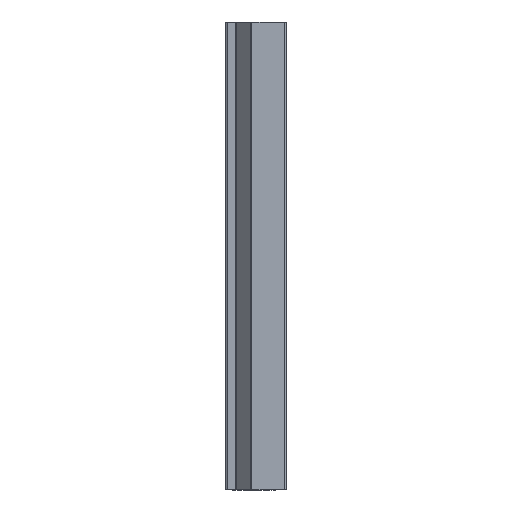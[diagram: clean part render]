
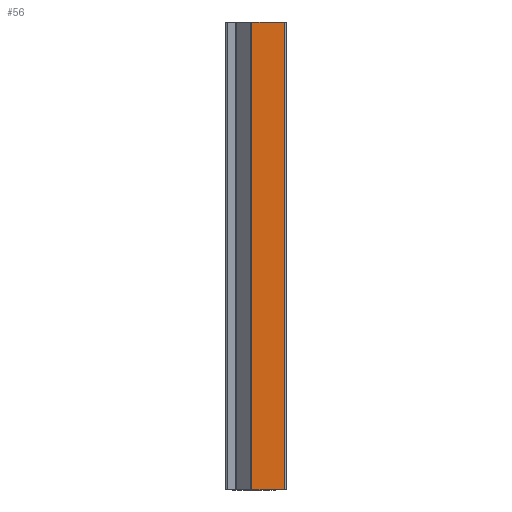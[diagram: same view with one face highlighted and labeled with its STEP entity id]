
A CAD part, left-side view. The second image highlights one B-rep face of the part: STEP entity #56.
In plain terms, the highlighted planar face has unit normal (-1, 0, 0).
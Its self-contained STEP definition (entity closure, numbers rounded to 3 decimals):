
#56 = ADVANCED_FACE ( 'NONE', ( #3866 ), #6453, .T. ) ;
#72 = DIRECTION ( 'NONE',  ( 0., 0., -1. ) ) ;
#739 = VERTEX_POINT ( 'NONE', #5933 ) ;
#793 = CARTESIAN_POINT ( 'NONE',  ( -22.25, 0.5, -155.5 ) ) ;
#829 = EDGE_CURVE ( 'NONE', #1478, #4657, #1400, .T. ) ;
#982 = CARTESIAN_POINT ( 'NONE',  ( -22.25, 11.384, -155.5 ) ) ;
#1025 = VECTOR ( 'NONE', #1928, 1000. ) ;
#1125 = AXIS2_PLACEMENT_3D ( 'NONE', #982, #2414, #3463 ) ;
#1174 = CARTESIAN_POINT ( 'NONE',  ( -22.25, 11.384, 0. ) ) ;
#1238 = CARTESIAN_POINT ( 'NONE',  ( -22.25, 0.5, 0. ) ) ;
#1246 = EDGE_CURVE ( 'NONE', #4657, #3493, #4328, .T. ) ;
#1400 = LINE ( 'NONE', #3314, #1025 ) ;
#1478 = VERTEX_POINT ( 'NONE', #5993 ) ;
#1702 = ORIENTED_EDGE ( 'NONE', *, *, #1246, .T. ) ;
#1928 = DIRECTION ( 'NONE',  ( 0., -1., 0. ) ) ;
#2331 = CARTESIAN_POINT ( 'NONE',  ( -22.25, 0.5, -155.5 ) ) ;
#2414 = DIRECTION ( 'NONE',  ( -1., 0., 0. ) ) ;
#2434 = LINE ( 'NONE', #6145, #3687 ) ;
#2684 = DIRECTION ( 'NONE',  ( 0., -1., 0. ) ) ;
#3180 = EDGE_CURVE ( 'NONE', #739, #1478, #2434, .T. ) ;
#3314 = CARTESIAN_POINT ( 'NONE',  ( -22.25, 11.384, -155.5 ) ) ;
#3395 = ORIENTED_EDGE ( 'NONE', *, *, #829, .T. ) ;
#3443 = EDGE_CURVE ( 'NONE', #739, #3493, #5677, .T. ) ;
#3463 = DIRECTION ( 'NONE',  ( 0., 0., 1. ) ) ;
#3493 = VERTEX_POINT ( 'NONE', #1238 ) ;
#3589 = VECTOR ( 'NONE', #2684, 1000. ) ;
#3687 = VECTOR ( 'NONE', #72, 1000. ) ;
#3866 = FACE_OUTER_BOUND ( 'NONE', #4357, .T. ) ;
#4328 = LINE ( 'NONE', #793, #5528 ) ;
#4357 = EDGE_LOOP ( 'NONE', ( #3395, #1702, #6348, #5359 ) ) ;
#4657 = VERTEX_POINT ( 'NONE', #2331 ) ;
#5313 = DIRECTION ( 'NONE',  ( 0., 0., 1. ) ) ;
#5359 = ORIENTED_EDGE ( 'NONE', *, *, #3180, .T. ) ;
#5528 = VECTOR ( 'NONE', #5313, 1000. ) ;
#5677 = LINE ( 'NONE', #1174, #3589 ) ;
#5933 = CARTESIAN_POINT ( 'NONE',  ( -22.25, 11.384, 0. ) ) ;
#5993 = CARTESIAN_POINT ( 'NONE',  ( -22.25, 11.384, -155.5 ) ) ;
#6145 = CARTESIAN_POINT ( 'NONE',  ( -22.25, 11.384, -155.5 ) ) ;
#6348 = ORIENTED_EDGE ( 'NONE', *, *, #3443, .F. ) ;
#6453 = PLANE ( 'NONE',  #1125 ) ;
